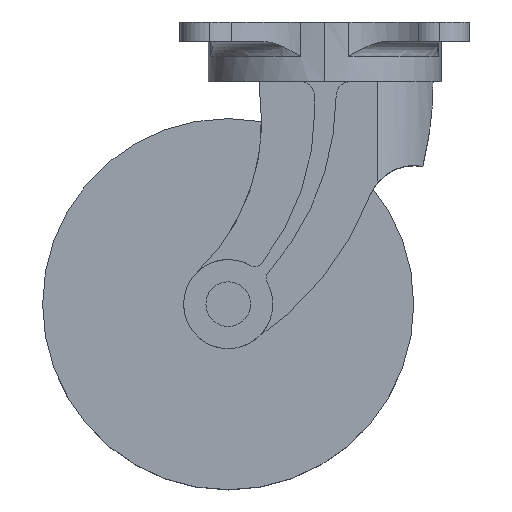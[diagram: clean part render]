
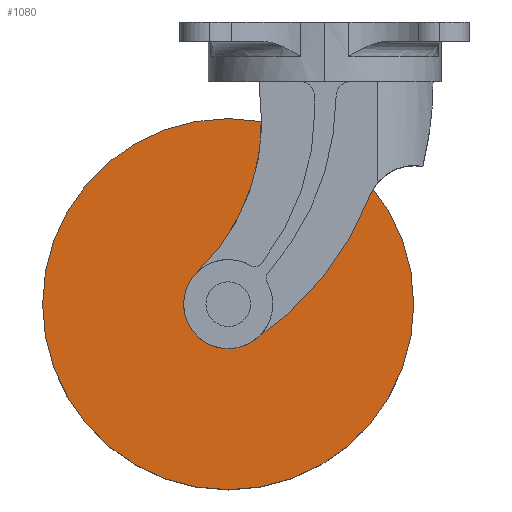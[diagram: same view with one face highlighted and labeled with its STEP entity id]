
A CAD part, top view. The second image highlights one B-rep face of the part: STEP entity #1080.
In plain terms, the highlighted planar face has unit normal (0, 0, 1).
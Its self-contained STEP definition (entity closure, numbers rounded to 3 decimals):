
#451 = EDGE_LOOP ( 'NONE', ( #1506, #1508 ) ) ;
#452 = EDGE_LOOP ( 'NONE', ( #1503, #1509 ) ) ;
#904 = EDGE_CURVE ( 'NONE', #2080, #2096, #1186, .T. ) ;
#909 = EDGE_CURVE ( 'NONE', #2091, #2101, #1188, .T. ) ;
#1080 = ADVANCED_FACE ( 'NONE', ( #2168, #2177 ), #2663, .T. ) ;
#1100 = EDGE_CURVE ( 'NONE', #2101, #2091, #1249, .T. ) ;
#1103 = EDGE_CURVE ( 'NONE', #2096, #2080, #1252, .T. ) ;
#1186 = CIRCLE ( 'NONE', #2306, 125. ) ;
#1188 = CIRCLE ( 'NONE', #2314, 15. ) ;
#1249 = CIRCLE ( 'NONE', #2206, 15. ) ;
#1252 = CIRCLE ( 'NONE', #2215, 125. ) ;
#1503 = ORIENTED_EDGE ( 'NONE', *, *, #1100, .F. ) ;
#1506 = ORIENTED_EDGE ( 'NONE', *, *, #1103, .T. ) ;
#1508 = ORIENTED_EDGE ( 'NONE', *, *, #904, .T. ) ;
#1509 = ORIENTED_EDGE ( 'NONE', *, *, #909, .F. ) ;
#1743 = CARTESIAN_POINT ( 'NONE',  ( -65., -190., 45. ) ) ;
#1747 = DIRECTION ( 'NONE',  ( 0., 0., 1. ) ) ;
#1748 = DIRECTION ( 'NONE',  ( 1., 0., 0. ) ) ;
#1761 = CARTESIAN_POINT ( 'NONE',  ( -65., -190., 45. ) ) ;
#1762 = DIRECTION ( 'NONE',  ( 0., 0., 1. ) ) ;
#1763 = DIRECTION ( 'NONE',  ( 1., 0., 0. ) ) ;
#2080 = VERTEX_POINT ( 'NONE', #2894 ) ;
#2091 = VERTEX_POINT ( 'NONE', #2245 ) ;
#2096 = VERTEX_POINT ( 'NONE', #2250 ) ;
#2101 = VERTEX_POINT ( 'NONE', #2255 ) ;
#2168 = FACE_OUTER_BOUND ( 'NONE', #451, .T. ) ;
#2177 = FACE_BOUND ( 'NONE', #452, .T. ) ;
#2178 = AXIS2_PLACEMENT_3D ( 'NONE', #2667, #2668, #2669 ) ;
#2206 = AXIS2_PLACEMENT_3D ( 'NONE', #2731, #2732, #2733 ) ;
#2215 = AXIS2_PLACEMENT_3D ( 'NONE', #2740, #2741, #2742 ) ;
#2245 = CARTESIAN_POINT ( 'NONE',  ( -50., -190., 45. ) ) ;
#2250 = CARTESIAN_POINT ( 'NONE',  ( -190., -190., 45. ) ) ;
#2255 = CARTESIAN_POINT ( 'NONE',  ( -80., -190., 45. ) ) ;
#2306 = AXIS2_PLACEMENT_3D ( 'NONE', #1743, #1747, #1748 ) ;
#2314 = AXIS2_PLACEMENT_3D ( 'NONE', #1761, #1762, #1763 ) ;
#2663 = PLANE ( 'NONE',  #2178 ) ;
#2667 = CARTESIAN_POINT ( 'NONE',  ( -65., -190., 45. ) ) ;
#2668 = DIRECTION ( 'NONE',  ( 0., 0., 1. ) ) ;
#2669 = DIRECTION ( 'NONE',  ( 1., 0., 0. ) ) ;
#2731 = CARTESIAN_POINT ( 'NONE',  ( -65., -190., 45. ) ) ;
#2732 = DIRECTION ( 'NONE',  ( 0., 0., 1. ) ) ;
#2733 = DIRECTION ( 'NONE',  ( 1., 0., 0. ) ) ;
#2740 = CARTESIAN_POINT ( 'NONE',  ( -65., -190., 45. ) ) ;
#2741 = DIRECTION ( 'NONE',  ( 0., 0., 1. ) ) ;
#2742 = DIRECTION ( 'NONE',  ( 1., 0., 0. ) ) ;
#2894 = CARTESIAN_POINT ( 'NONE',  ( 60., -190., 45. ) ) ;
